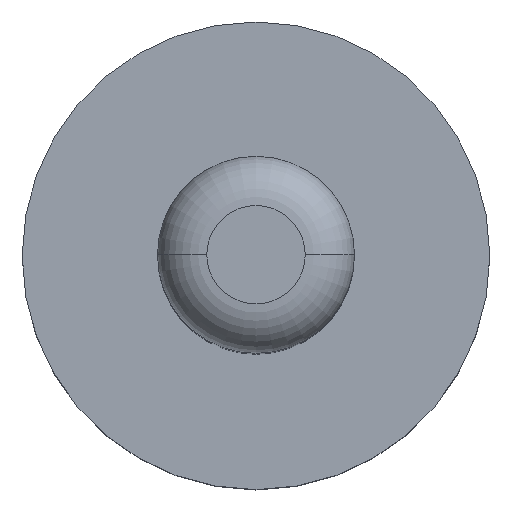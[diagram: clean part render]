
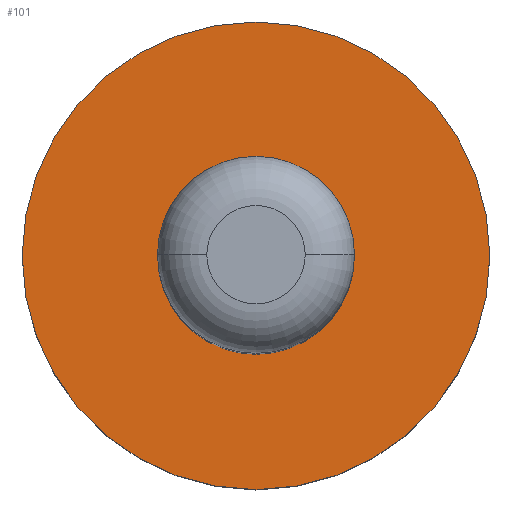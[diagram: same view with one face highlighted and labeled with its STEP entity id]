
A CAD part, top view. The second image highlights one B-rep face of the part: STEP entity #101.
In plain terms, the highlighted planar face has unit normal (0, 0, 1).
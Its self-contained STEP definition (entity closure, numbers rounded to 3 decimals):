
#9 = ORIENTED_EDGE ( 'NONE', *, *, #210, .F. ) ;
#16 = AXIS2_PLACEMENT_3D ( 'NONE', #164, #68, #42 ) ;
#20 = CARTESIAN_POINT ( 'NONE',  ( 0., 0., 6. ) ) ;
#36 = AXIS2_PLACEMENT_3D ( 'NONE', #273, #175, #73 ) ;
#42 = DIRECTION ( 'NONE',  ( 1., 0., 0. ) ) ;
#46 = CIRCLE ( 'NONE', #220, 2. ) ;
#55 = EDGE_CURVE ( 'NONE', #263, #85, #289, .T. ) ;
#66 = FACE_OUTER_BOUND ( 'NONE', #214, .T. ) ;
#68 = DIRECTION ( 'NONE',  ( 0., 0., 1. ) ) ;
#73 = DIRECTION ( 'NONE',  ( 1., 0., 0. ) ) ;
#85 = VERTEX_POINT ( 'NONE', #144 ) ;
#89 = DIRECTION ( 'NONE',  ( 0., 0., 1. ) ) ;
#97 = CARTESIAN_POINT ( 'NONE',  ( -2., 0., 6. ) ) ;
#101 = ADVANCED_FACE ( 'NONE', ( #287, #66 ), #309, .T. ) ;
#114 = VERTEX_POINT ( 'NONE', #166 ) ;
#122 = DIRECTION ( 'NONE',  ( 0., 0., 1. ) ) ;
#126 = DIRECTION ( 'NONE',  ( 1., 0., 0. ) ) ;
#137 = DIRECTION ( 'NONE',  ( 1., 0., 0. ) ) ;
#140 = ORIENTED_EDGE ( 'NONE', *, *, #221, .F. ) ;
#144 = CARTESIAN_POINT ( 'NONE',  ( 4.75, 0., 6. ) ) ;
#145 = DIRECTION ( 'NONE',  ( 0., 0., 1. ) ) ;
#160 = AXIS2_PLACEMENT_3D ( 'NONE', #188, #89, #137 ) ;
#164 = CARTESIAN_POINT ( 'NONE',  ( 0., 0., 6. ) ) ;
#165 = ORIENTED_EDGE ( 'NONE', *, *, #184, .T. ) ;
#166 = CARTESIAN_POINT ( 'NONE',  ( 2., 0., 6. ) ) ;
#175 = DIRECTION ( 'NONE',  ( 0., 0., 1. ) ) ;
#177 = CARTESIAN_POINT ( 'NONE',  ( 0., 0., 6. ) ) ;
#181 = CIRCLE ( 'NONE', #36, 4.75 ) ;
#184 = EDGE_CURVE ( 'NONE', #85, #263, #181, .T. ) ;
#187 = EDGE_LOOP ( 'NONE', ( #9, #140 ) ) ;
#188 = CARTESIAN_POINT ( 'NONE',  ( 0., 0., 6. ) ) ;
#191 = ORIENTED_EDGE ( 'NONE', *, *, #55, .T. ) ;
#202 = CIRCLE ( 'NONE', #281, 2. ) ;
#210 = EDGE_CURVE ( 'NONE', #233, #114, #202, .T. ) ;
#214 = EDGE_LOOP ( 'NONE', ( #191, #165 ) ) ;
#220 = AXIS2_PLACEMENT_3D ( 'NONE', #20, #122, #126 ) ;
#221 = EDGE_CURVE ( 'NONE', #114, #233, #46, .T. ) ;
#224 = CARTESIAN_POINT ( 'NONE',  ( -4.75, 0., 6. ) ) ;
#233 = VERTEX_POINT ( 'NONE', #97 ) ;
#245 = DIRECTION ( 'NONE',  ( 1., 0., 0. ) ) ;
#263 = VERTEX_POINT ( 'NONE', #224 ) ;
#273 = CARTESIAN_POINT ( 'NONE',  ( 0., 0., 6. ) ) ;
#281 = AXIS2_PLACEMENT_3D ( 'NONE', #177, #145, #245 ) ;
#287 = FACE_BOUND ( 'NONE', #187, .T. ) ;
#289 = CIRCLE ( 'NONE', #16, 4.75 ) ;
#309 = PLANE ( 'NONE',  #160 ) ;
